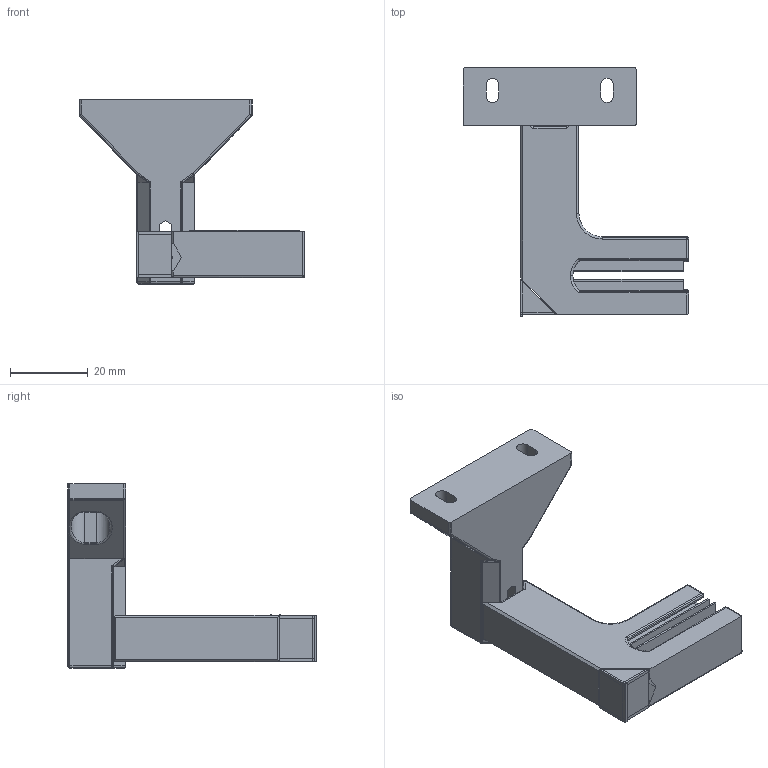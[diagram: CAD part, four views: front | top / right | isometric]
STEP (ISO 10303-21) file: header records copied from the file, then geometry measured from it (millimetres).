
FILE_DESCRIPTION(('STEP AP214'),'1');
FILE_NAME('TopMountDock_Assy.stp','2023-08-14T21:44:35',(' '),(' '),'Spatial InterOp 3D',' ',' ');
FILE_SCHEMA(('automotive_design'));
Length unit declared in the file: inch
Products named in the file (8): 1; 2; 3; 4; 5; 6; 7; 8
Bounding box: 57.97 x 63.96 x 47.4 mm (x, y, z)
Volume: 24163.3 mm3; surface area: 13512.6 mm2
Topology: 8 solids, 8 shells, 318 faces, 777 edges, 476 vertices
Faces by surface type: cylinder 139, plane 127, sphere 34, cone 10, torus 4, bspline 4
Entity records: 12713 total; most frequent: CARTESIAN_POINT 2370, DIRECTION 1685, ORIENTED_EDGE 1554, EDGE_CURVE 777, AXIS2_PLACEMENT_3D 618, VERTEX_POINT 476, LINE 449, VECTOR 449
